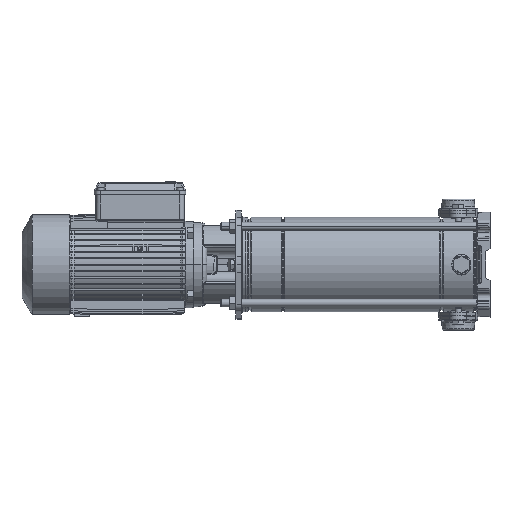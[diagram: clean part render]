
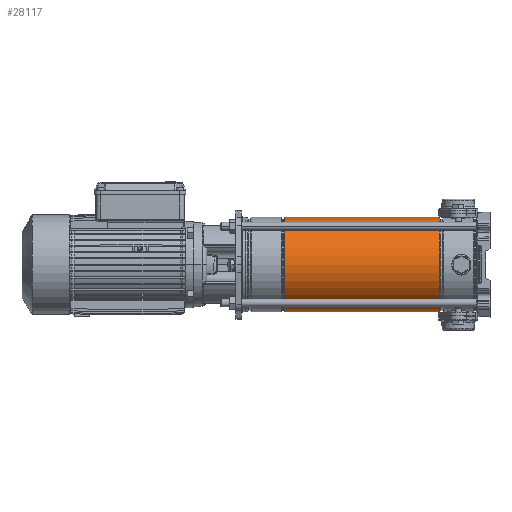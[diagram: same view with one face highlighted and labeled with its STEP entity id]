
A CAD part, left-side view. The second image highlights one B-rep face of the part: STEP entity #28117.
In plain terms, the highlighted cylindrical face has radius 74.4 mm (diameter 148.8 mm), a partial arc.
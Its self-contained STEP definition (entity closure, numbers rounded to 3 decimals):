
#2856 = EDGE_LOOP ( 'NONE', ( #24925, #59000, #46032, #36372 ) ) ;
#5192 = DIRECTION ( 'NONE',  ( 0., 0., -1. ) ) ;
#5755 = DIRECTION ( 'NONE',  ( 0., 0., -1. ) ) ;
#7342 = EDGE_CURVE ( 'NONE', #7936, #33558, #15485, .T. ) ;
#7411 = VECTOR ( 'NONE', #25266, 1000. ) ;
#7936 = VERTEX_POINT ( 'NONE', #22022 ) ;
#9043 = CARTESIAN_POINT ( 'NONE',  ( -74.4, 0., 0. ) ) ;
#10732 = CARTESIAN_POINT ( 'NONE',  ( 74.4, 0., 0. ) ) ;
#10834 = DIRECTION ( 'NONE',  ( -1., 0., 0. ) ) ;
#14205 = EDGE_CURVE ( 'NONE', #49624, #60557, #47905, .T. ) ;
#15098 = AXIS2_PLACEMENT_3D ( 'NONE', #24509, #52359, #34300 ) ;
#15485 = LINE ( 'NONE', #10732, #7411 ) ;
#22022 = CARTESIAN_POINT ( 'NONE',  ( 74.4, 0., 311.164 ) ) ;
#24014 = AXIS2_PLACEMENT_3D ( 'NONE', #36819, #47858, #38066 ) ;
#24509 = CARTESIAN_POINT ( 'NONE',  ( 0., 0., 311.164 ) ) ;
#24925 = ORIENTED_EDGE ( 'NONE', *, *, #49856, .T. ) ;
#25060 = CARTESIAN_POINT ( 'NONE',  ( -74.4, 0., 67.336 ) ) ;
#25266 = DIRECTION ( 'NONE',  ( 0., 0., -1. ) ) ;
#28117 = ADVANCED_FACE ( 'NONE', ( #34220 ), #44011, .T. ) ;
#33558 = VERTEX_POINT ( 'NONE', #46224 ) ;
#34220 = FACE_OUTER_BOUND ( 'NONE', #2856, .T. ) ;
#34300 = DIRECTION ( 'NONE',  ( -1., 0., 0. ) ) ;
#36372 = ORIENTED_EDGE ( 'NONE', *, *, #14205, .F. ) ;
#36819 = CARTESIAN_POINT ( 'NONE',  ( 0., 0., 67.336 ) ) ;
#38066 = DIRECTION ( 'NONE',  ( -1., 0., 0. ) ) ;
#43317 = CIRCLE ( 'NONE', #15098, 74.4 ) ;
#44011 = CYLINDRICAL_SURFACE ( 'NONE', #52369, 74.4 ) ;
#45607 = EDGE_CURVE ( 'NONE', #60557, #33558, #60329, .T. ) ;
#46032 = ORIENTED_EDGE ( 'NONE', *, *, #45607, .F. ) ;
#46224 = CARTESIAN_POINT ( 'NONE',  ( 74.4, 0., 67.336 ) ) ;
#47858 = DIRECTION ( 'NONE',  ( 0., 0., -1. ) ) ;
#47905 = LINE ( 'NONE', #9043, #49049 ) ;
#49049 = VECTOR ( 'NONE', #5192, 1000. ) ;
#49624 = VERTEX_POINT ( 'NONE', #50158 ) ;
#49856 = EDGE_CURVE ( 'NONE', #49624, #7936, #43317, .T. ) ;
#50158 = CARTESIAN_POINT ( 'NONE',  ( -74.4, 0., 311.164 ) ) ;
#52359 = DIRECTION ( 'NONE',  ( 0., 0., -1. ) ) ;
#52369 = AXIS2_PLACEMENT_3D ( 'NONE', #59499, #5755, #10834 ) ;
#59000 = ORIENTED_EDGE ( 'NONE', *, *, #7342, .T. ) ;
#59499 = CARTESIAN_POINT ( 'NONE',  ( 0., 0., 0. ) ) ;
#60329 = CIRCLE ( 'NONE', #24014, 74.4 ) ;
#60557 = VERTEX_POINT ( 'NONE', #25060 ) ;
